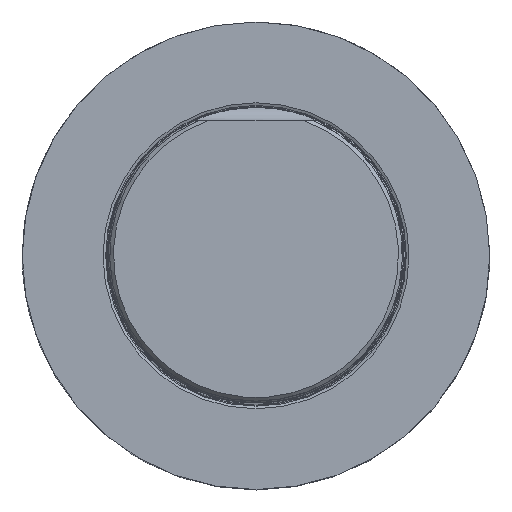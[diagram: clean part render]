
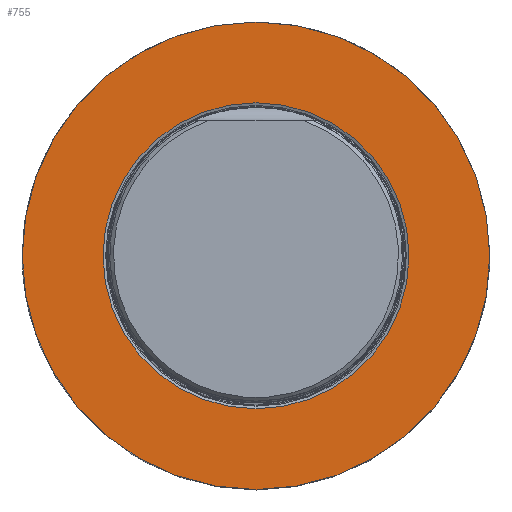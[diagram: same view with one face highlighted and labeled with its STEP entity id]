
A CAD part, top view. The second image highlights one B-rep face of the part: STEP entity #755.
In plain terms, the highlighted face is planar.
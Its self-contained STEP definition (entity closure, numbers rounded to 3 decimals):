
#219=FACE_BOUND('',#1771,.T.);
#220=FACE_BOUND('',#1772,.T.);
#755=ADVANCED_FACE('TB_IB_SU_5',(#219,#220),#1174,.T.);
#1174=PLANE('',#7574);
#1771=EDGE_LOOP('',(#3706));
#1772=EDGE_LOOP('',(#3707));
#3706=ORIENTED_EDGE('',*,*,#6393,.T.);
#3707=ORIENTED_EDGE('',*,*,#6402,.T.);
#5689=VERTEX_POINT('',#15485);
#5696=VERTEX_POINT('',#15568);
#6393=EDGE_CURVE('',#5689,#5689,#7302,.T.);
#6402=EDGE_CURVE('',#5696,#5696,#7303,.T.);
#7302=CIRCLE('',#7569,40.);
#7303=CIRCLE('',#7573,26.175);
#7569=AXIS2_PLACEMENT_3D('',#15484,#8414,#8415);
#7573=AXIS2_PLACEMENT_3D('',#15567,#8422,#8423);
#7574=AXIS2_PLACEMENT_3D('',#15569,#8424,#8425);
#8414=DIRECTION('',(0.,1.,0.));
#8415=DIRECTION('',(0.,0.,1.));
#8422=DIRECTION('',(0.,-1.,0.));
#8423=DIRECTION('',(0.,0.,1.));
#8424=DIRECTION('',(0.,1.,0.));
#8425=DIRECTION('',(0.,0.,1.));
#15484=CARTESIAN_POINT('',(0.,0.,0.));
#15485=CARTESIAN_POINT('',(0.,0.,40.));
#15567=CARTESIAN_POINT('',(0.,0.,0.));
#15568=CARTESIAN_POINT('',(0.,0.,26.175));
#15569=CARTESIAN_POINT('',(0.,0.,0.));
